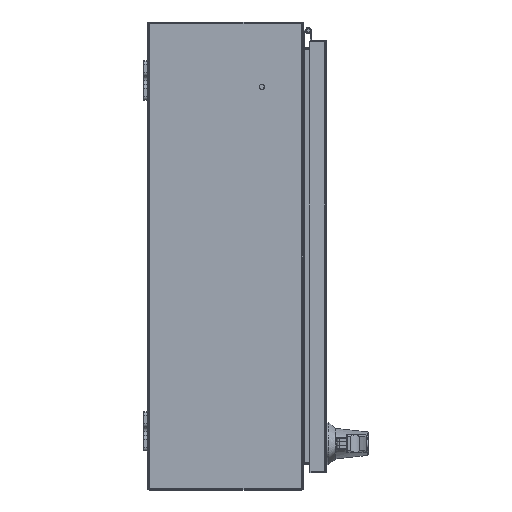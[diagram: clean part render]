
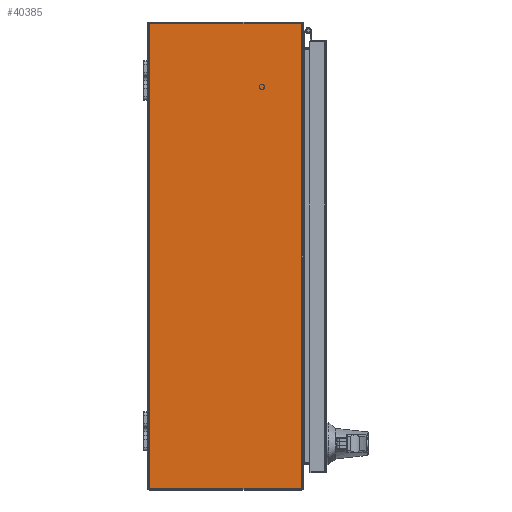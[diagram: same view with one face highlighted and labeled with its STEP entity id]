
A CAD part, front view. The second image highlights one B-rep face of the part: STEP entity #40385.
In plain terms, the highlighted face is planar.
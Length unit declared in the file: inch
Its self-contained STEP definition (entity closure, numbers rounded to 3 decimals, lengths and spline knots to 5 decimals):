
#2377 = LINE ( 'NONE', #17513, #11317 ) ;
#3026 = DIRECTION ( 'NONE',  ( 0., -1., 0. ) ) ;
#3430 = CARTESIAN_POINT ( 'NONE',  ( -11.892, -0.06248, -15. ) ) ;
#7072 = ORIENTED_EDGE ( 'NONE', *, *, #97900, .F. ) ;
#10891 = EDGE_CURVE ( 'NONE', #103181, #46626, #36066, .T. ) ;
#11317 = VECTOR ( 'NONE', #18925, 39.37008 ) ;
#11679 = ORIENTED_EDGE ( 'NONE', *, *, #39558, .T. ) ;
#14301 = VECTOR ( 'NONE', #81145, 39.37008 ) ;
#15717 = CARTESIAN_POINT ( 'NONE',  ( -11.892, -7.892, -15. ) ) ;
#17513 = CARTESIAN_POINT ( 'NONE',  ( -11.892, -0.108, -15. ) ) ;
#18453 = AXIS2_PLACEMENT_3D ( 'NONE', #3430, #94006, #60958 ) ;
#18925 = DIRECTION ( 'NONE',  ( 1., 0., 0. ) ) ;
#19389 = LINE ( 'NONE', #38052, #87663 ) ;
#21293 = LINE ( 'NONE', #51555, #57337 ) ;
#22077 = VERTEX_POINT ( 'NONE', #52868 ) ;
#33975 = ORIENTED_EDGE ( 'NONE', *, *, #10891, .T. ) ;
#36066 = LINE ( 'NONE', #15717, #14301 ) ;
#37346 = DIRECTION ( 'NONE',  ( 0., -1., 0. ) ) ;
#38052 = CARTESIAN_POINT ( 'NONE',  ( -11.92792, 39.37008, -15. ) ) ;
#39558 = EDGE_CURVE ( 'NONE', #60297, #22077, #2377, .T. ) ;
#39677 = CARTESIAN_POINT ( 'NONE',  ( -11.92792, -0.108, -15. ) ) ;
#40385 = ADVANCED_FACE ( 'NONE', ( #69028 ), #61692, .T. ) ;
#45233 = EDGE_CURVE ( 'NONE', #22077, #103181, #21293, .T. ) ;
#46626 = VERTEX_POINT ( 'NONE', #83686 ) ;
#51555 = CARTESIAN_POINT ( 'NONE',  ( 11.92792, 39.37008, -15. ) ) ;
#52868 = CARTESIAN_POINT ( 'NONE',  ( 11.92792, -0.108, -15. ) ) ;
#57337 = VECTOR ( 'NONE', #3026, 39.37008 ) ;
#60297 = VERTEX_POINT ( 'NONE', #39677 ) ;
#60958 = DIRECTION ( 'NONE',  ( 0., -1., 0. ) ) ;
#61692 = PLANE ( 'NONE',  #18453 ) ;
#63334 = EDGE_LOOP ( 'NONE', ( #11679, #74990, #33975, #7072 ) ) ;
#69028 = FACE_OUTER_BOUND ( 'NONE', #63334, .T. ) ;
#74990 = ORIENTED_EDGE ( 'NONE', *, *, #45233, .T. ) ;
#81145 = DIRECTION ( 'NONE',  ( -1., 0., 0. ) ) ;
#83686 = CARTESIAN_POINT ( 'NONE',  ( -11.92792, -7.892, -15. ) ) ;
#87663 = VECTOR ( 'NONE', #37346, 39.37008 ) ;
#94006 = DIRECTION ( 'NONE',  ( 0., 0., -1. ) ) ;
#97900 = EDGE_CURVE ( 'NONE', #60297, #46626, #19389, .T. ) ;
#101061 = CARTESIAN_POINT ( 'NONE',  ( 11.92792, -7.892, -15. ) ) ;
#103181 = VERTEX_POINT ( 'NONE', #101061 ) ;
